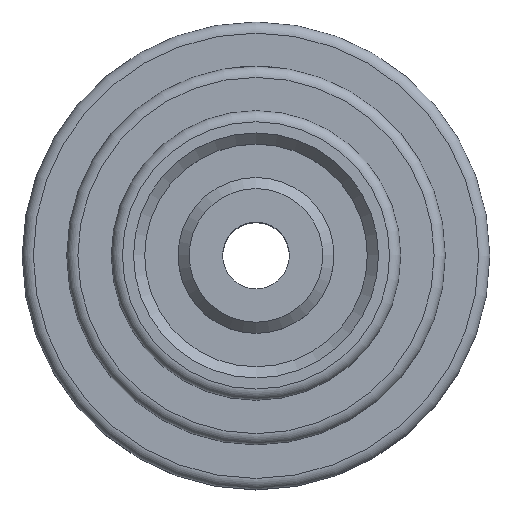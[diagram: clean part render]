
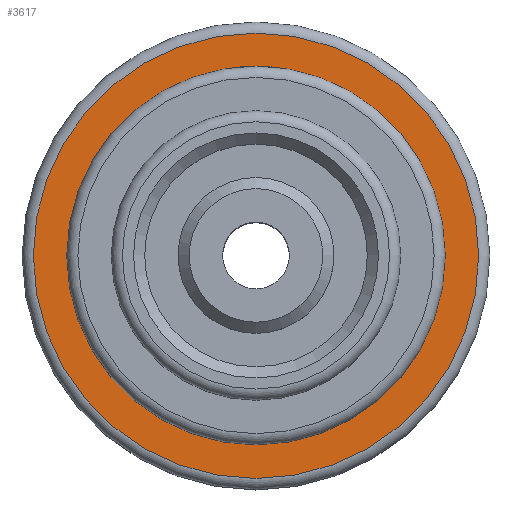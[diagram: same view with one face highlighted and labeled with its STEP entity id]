
A CAD part, top view. The second image highlights one B-rep face of the part: STEP entity #3617.
In plain terms, the highlighted planar face has unit normal (0, 0, 1).
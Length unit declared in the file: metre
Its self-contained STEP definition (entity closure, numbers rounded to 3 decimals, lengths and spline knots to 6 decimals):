
#388=PLANE('',#4221);
#778=ORIENTED_EDGE('',*,*,#1924,.T.);
#779=ORIENTED_EDGE('',*,*,#1556,.F.);
#1556=EDGE_CURVE('',#2131,#2131,#2524,.T.);
#1924=EDGE_CURVE('',#2499,#2499,#2892,.T.);
#2131=VERTEX_POINT('',#5888);
#2499=VERTEX_POINT('',#6630);
#2524=CIRCLE('',#3848,0.0065);
#2892=CIRCLE('',#4222,0.01);
#2933=EDGE_LOOP('',(#778));
#2934=EDGE_LOOP('',(#779));
#3185=FACE_BOUND('',#2933,.T.);
#3186=FACE_BOUND('',#2934,.T.);
#3617=ADVANCED_FACE('',(#3185,#3186),#388,.T.);
#3848=AXIS2_PLACEMENT_3D('',#5887,#4472,#4473);
#4221=AXIS2_PLACEMENT_3D('',#6628,#5218,#5219);
#4222=AXIS2_PLACEMENT_3D('',#6629,#5220,#5221);
#4472=DIRECTION('',(0.,0.,1.));
#4473=DIRECTION('',(1.,0.,0.));
#5218=DIRECTION('',(0.,0.,1.));
#5219=DIRECTION('',(-1.,0.,0.));
#5220=DIRECTION('',(0.,0.,1.));
#5221=DIRECTION('',(1.,0.,0.));
#5887=CARTESIAN_POINT('',(0.,0.,0.005));
#5888=CARTESIAN_POINT('',(0.0065,0.,0.005));
#6628=CARTESIAN_POINT('',(0.,0.,0.005));
#6629=CARTESIAN_POINT('',(0.,0.,0.005));
#6630=CARTESIAN_POINT('',(0.01,0.,0.005));
